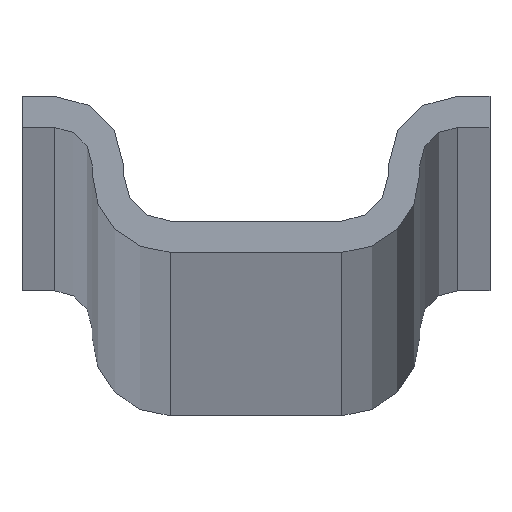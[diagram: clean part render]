
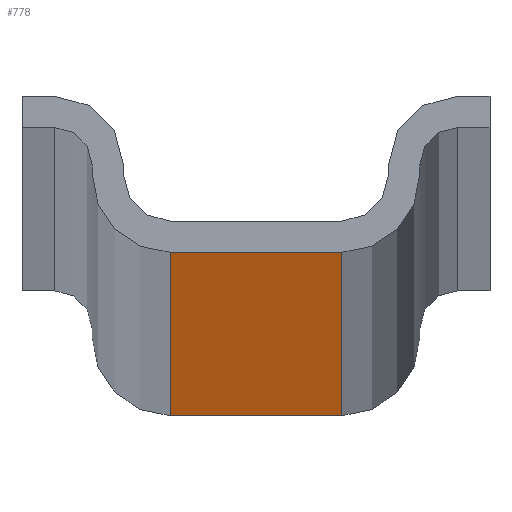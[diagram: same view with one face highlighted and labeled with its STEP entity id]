
A CAD part, top view. The second image highlights one B-rep face of the part: STEP entity #778.
In plain terms, the highlighted planar face has unit normal (0, -1, 0).
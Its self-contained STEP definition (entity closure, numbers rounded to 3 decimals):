
#48 = VECTOR ( 'NONE', #531, 1000. ) ;
#51 = VECTOR ( 'NONE', #438, 1000. ) ;
#54 = VECTOR ( 'NONE', #505, 1000. ) ;
#93 = VECTOR ( 'NONE', #634, 1000. ) ;
#110 = AXIS2_PLACEMENT_3D ( 'NONE', #607, #627, #637 ) ;
#144 = ORIENTED_EDGE ( 'NONE', *, *, #775, .F. ) ;
#176 = ORIENTED_EDGE ( 'NONE', *, *, #740, .F. ) ;
#199 = VERTEX_POINT ( 'NONE', #311 ) ;
#224 = VERTEX_POINT ( 'NONE', #309 ) ;
#228 = ORIENTED_EDGE ( 'NONE', *, *, #754, .F. ) ;
#253 = ORIENTED_EDGE ( 'NONE', *, *, #714, .F. ) ;
#254 = VERTEX_POINT ( 'NONE', #273 ) ;
#273 = CARTESIAN_POINT ( 'NONE',  ( 0., 0.3, 0. ) ) ;
#282 = VERTEX_POINT ( 'NONE', #368 ) ;
#306 = EDGE_LOOP ( 'NONE', ( #228, #253, #144, #176 ) ) ;
#309 = CARTESIAN_POINT ( 'NONE',  ( 0., 0.3, 3000. ) ) ;
#311 = CARTESIAN_POINT ( 'NONE',  ( 5.5, 0.3, 3000. ) ) ;
#368 = CARTESIAN_POINT ( 'NONE',  ( 5.5, 0.3, 0. ) ) ;
#427 = CARTESIAN_POINT ( 'NONE',  ( -3.7, 0.3, 3000. ) ) ;
#438 = DIRECTION ( 'NONE',  ( 1., 0., 0. ) ) ;
#461 = LINE ( 'NONE', #427, #51 ) ;
#471 = CARTESIAN_POINT ( 'NONE',  ( -3.7, 0.3, 0. ) ) ;
#484 = LINE ( 'NONE', #471, #48 ) ;
#505 = DIRECTION ( 'NONE',  ( 0., 0., -1. ) ) ;
#527 = LINE ( 'NONE', #553, #54 ) ;
#531 = DIRECTION ( 'NONE',  ( -1., 0., 0. ) ) ;
#553 = CARTESIAN_POINT ( 'NONE',  ( 5.5, 0.3, 3000. ) ) ;
#607 = CARTESIAN_POINT ( 'NONE',  ( 0., 0.3, 3000. ) ) ;
#622 = CARTESIAN_POINT ( 'NONE',  ( 0., 0.3, 3000. ) ) ;
#627 = DIRECTION ( 'NONE',  ( 0., 1., 0. ) ) ;
#632 = PLANE ( 'NONE',  #110 ) ;
#634 = DIRECTION ( 'NONE',  ( 0., 0., 1. ) ) ;
#637 = DIRECTION ( 'NONE',  ( 0., 0., 1. ) ) ;
#641 = FACE_OUTER_BOUND ( 'NONE', #306, .T. ) ;
#648 = LINE ( 'NONE', #622, #93 ) ;
#714 = EDGE_CURVE ( 'NONE', #224, #199, #461, .T. ) ;
#740 = EDGE_CURVE ( 'NONE', #282, #254, #484, .T. ) ;
#754 = EDGE_CURVE ( 'NONE', #199, #282, #527, .T. ) ;
#775 = EDGE_CURVE ( 'NONE', #254, #224, #648, .T. ) ;
#778 = ADVANCED_FACE ( 'NONE', ( #641 ), #632, .F. ) ;
